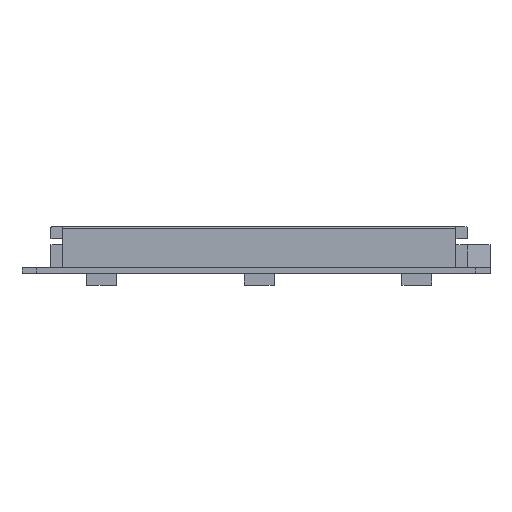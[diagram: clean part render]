
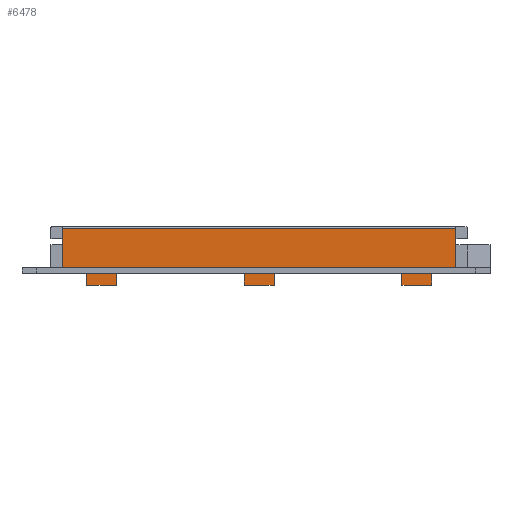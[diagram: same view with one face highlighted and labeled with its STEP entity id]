
A CAD part, top view. The second image highlights one B-rep face of the part: STEP entity #6478.
In plain terms, the highlighted planar face has unit normal (0, 0, 1).
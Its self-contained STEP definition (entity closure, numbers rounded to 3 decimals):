
#195 = VECTOR ( 'NONE', #3319, 1000. ) ;
#237 = ORIENTED_EDGE ( 'NONE', *, *, #9110, .T. ) ;
#320 = CARTESIAN_POINT ( 'NONE',  ( -23.85, -6.124, 12.9 ) ) ;
#459 = VERTEX_POINT ( 'NONE', #4105 ) ;
#460 = LINE ( 'NONE', #7368, #11710 ) ;
#513 = VECTOR ( 'NONE', #1194, 1000. ) ;
#544 = DIRECTION ( 'NONE',  ( -1., 0., 0. ) ) ;
#633 = CARTESIAN_POINT ( 'NONE',  ( 3.1, -6.124, 12.9 ) ) ;
#779 = LINE ( 'NONE', #13943, #6756 ) ;
#881 = ORIENTED_EDGE ( 'NONE', *, *, #14032, .T. ) ;
#912 = ORIENTED_EDGE ( 'NONE', *, *, #8164, .F. ) ;
#961 = DIRECTION ( 'NONE',  ( -1., 0., 0. ) ) ;
#1054 = VERTEX_POINT ( 'NONE', #6733 ) ;
#1152 = DIRECTION ( 'NONE',  ( -1., 0., 0. ) ) ;
#1194 = DIRECTION ( 'NONE',  ( 1., 0., 0. ) ) ;
#1211 = VERTEX_POINT ( 'NONE', #2073 ) ;
#1477 = ORIENTED_EDGE ( 'NONE', *, *, #11703, .T. ) ;
#1688 = CARTESIAN_POINT ( 'NONE',  ( 34.15, 0., 12.9 ) ) ;
#1796 = DIRECTION ( 'NONE',  ( 0., 1., 0. ) ) ;
#1847 = VECTOR ( 'NONE', #3032, 1000. ) ;
#1974 = CARTESIAN_POINT ( 'NONE',  ( 30.05, -6.124, 12.9 ) ) ;
#2073 = CARTESIAN_POINT ( 'NONE',  ( 24.95, 0., 12.9 ) ) ;
#2300 = VERTEX_POINT ( 'NONE', #10254 ) ;
#2576 = ORIENTED_EDGE ( 'NONE', *, *, #6539, .T. ) ;
#2656 = ORIENTED_EDGE ( 'NONE', *, *, #3127, .F. ) ;
#2748 = DIRECTION ( 'NONE',  ( 0., -1., 0. ) ) ;
#2947 = EDGE_CURVE ( 'NONE', #6288, #5370, #7967, .T. ) ;
#3032 = DIRECTION ( 'NONE',  ( 0., 1., 0. ) ) ;
#3127 = EDGE_CURVE ( 'NONE', #8674, #11100, #9846, .T. ) ;
#3319 = DIRECTION ( 'NONE',  ( -1., 0., 0. ) ) ;
#3351 = ORIENTED_EDGE ( 'NONE', *, *, #12718, .F. ) ;
#3540 = VERTEX_POINT ( 'NONE', #12841 ) ;
#3617 = CARTESIAN_POINT ( 'NONE',  ( 0., 0., 12.9 ) ) ;
#3633 = VERTEX_POINT ( 'NONE', #6291 ) ;
#3900 = DIRECTION ( 'NONE',  ( 1., 0., 0. ) ) ;
#4105 = CARTESIAN_POINT ( 'NONE',  ( 30.05, 0., 12.9 ) ) ;
#4158 = DIRECTION ( 'NONE',  ( 0., 1., 0. ) ) ;
#4240 = CARTESIAN_POINT ( 'NONE',  ( 24.95, -6.124, 12.9 ) ) ;
#4244 = VERTEX_POINT ( 'NONE', #13175 ) ;
#4361 = CARTESIAN_POINT ( 'NONE',  ( -2., -6.124, 12.9 ) ) ;
#4407 = VECTOR ( 'NONE', #10645, 1000. ) ;
#4443 = DIRECTION ( 'NONE',  ( 1., 0., 0. ) ) ;
#4482 = VECTOR ( 'NONE', #10237, 1000. ) ;
#4508 = LINE ( 'NONE', #1974, #4853 ) ;
#4545 = EDGE_CURVE ( 'NONE', #12878, #5370, #8102, .T. ) ;
#4813 = VERTEX_POINT ( 'NONE', #5332 ) ;
#4853 = VECTOR ( 'NONE', #4158, 1000. ) ;
#4971 = LINE ( 'NONE', #3617, #513 ) ;
#4984 = ORIENTED_EDGE ( 'NONE', *, *, #4545, .T. ) ;
#5019 = LINE ( 'NONE', #8893, #8926 ) ;
#5164 = VERTEX_POINT ( 'NONE', #6030 ) ;
#5298 = DIRECTION ( 'NONE',  ( 0., 0., -1. ) ) ;
#5332 = CARTESIAN_POINT ( 'NONE',  ( -33.05, 6.75, 12.9 ) ) ;
#5370 = VERTEX_POINT ( 'NONE', #7488 ) ;
#5763 = ORIENTED_EDGE ( 'NONE', *, *, #9027, .F. ) ;
#6030 = CARTESIAN_POINT ( 'NONE',  ( 34.15, 6.75, 12.9 ) ) ;
#6122 = ORIENTED_EDGE ( 'NONE', *, *, #13155, .T. ) ;
#6147 = LINE ( 'NONE', #10289, #4482 ) ;
#6163 = ORIENTED_EDGE ( 'NONE', *, *, #12498, .F. ) ;
#6288 = VERTEX_POINT ( 'NONE', #7643 ) ;
#6291 = CARTESIAN_POINT ( 'NONE',  ( 3.1, 0., 12.9 ) ) ;
#6478 = ADVANCED_FACE ( 'NONE', ( #7482 ), #13798, .F. ) ;
#6539 = EDGE_CURVE ( 'NONE', #5164, #4813, #10061, .T. ) ;
#6659 = EDGE_CURVE ( 'NONE', #4244, #11100, #4971, .T. ) ;
#6663 = VECTOR ( 'NONE', #2748, 1000. ) ;
#6704 = VECTOR ( 'NONE', #1796, 1000. ) ;
#6733 = CARTESIAN_POINT ( 'NONE',  ( 24.95, -3., 12.9 ) ) ;
#6756 = VECTOR ( 'NONE', #9633, 1000. ) ;
#6906 = VERTEX_POINT ( 'NONE', #1688 ) ;
#7368 = CARTESIAN_POINT ( 'NONE',  ( 24.95, -3., 12.9 ) ) ;
#7392 = VECTOR ( 'NONE', #3900, 1000. ) ;
#7446 = LINE ( 'NONE', #13761, #12926 ) ;
#7482 = FACE_OUTER_BOUND ( 'NONE', #13235, .T. ) ;
#7488 = CARTESIAN_POINT ( 'NONE',  ( -28.95, 0., 12.9 ) ) ;
#7643 = CARTESIAN_POINT ( 'NONE',  ( -28.95, -3., 12.9 ) ) ;
#7778 = AXIS2_PLACEMENT_3D ( 'NONE', #8400, #5298, #1152 ) ;
#7891 = DIRECTION ( 'NONE',  ( 0., 1., 0. ) ) ;
#7967 = LINE ( 'NONE', #12496, #1847 ) ;
#8055 = CARTESIAN_POINT ( 'NONE',  ( 0., 0., 12.9 ) ) ;
#8102 = LINE ( 'NONE', #8055, #7392 ) ;
#8164 = EDGE_CURVE ( 'NONE', #3540, #1054, #460, .T. ) ;
#8167 = ORIENTED_EDGE ( 'NONE', *, *, #10761, .F. ) ;
#8352 = DIRECTION ( 'NONE',  ( -1., 0., 0. ) ) ;
#8400 = CARTESIAN_POINT ( 'NONE',  ( 0., 7., 12.9 ) ) ;
#8503 = VERTEX_POINT ( 'NONE', #12349 ) ;
#8674 = VERTEX_POINT ( 'NONE', #9296 ) ;
#8732 = CARTESIAN_POINT ( 'NONE',  ( -28.95, -3., 12.9 ) ) ;
#8832 = VECTOR ( 'NONE', #10804, 1000. ) ;
#8893 = CARTESIAN_POINT ( 'NONE',  ( 0., 0., 12.9 ) ) ;
#8918 = ORIENTED_EDGE ( 'NONE', *, *, #2947, .F. ) ;
#8926 = VECTOR ( 'NONE', #4443, 1000. ) ;
#9027 = EDGE_CURVE ( 'NONE', #1054, #1211, #13425, .T. ) ;
#9110 = EDGE_CURVE ( 'NONE', #4813, #12878, #779, .T. ) ;
#9296 = CARTESIAN_POINT ( 'NONE',  ( -2., -3., 12.9 ) ) ;
#9345 = ORIENTED_EDGE ( 'NONE', *, *, #6659, .T. ) ;
#9598 = LINE ( 'NONE', #633, #6704 ) ;
#9633 = DIRECTION ( 'NONE',  ( 0., -1., 0. ) ) ;
#9727 = CARTESIAN_POINT ( 'NONE',  ( -33.05, 6.75, 12.9 ) ) ;
#9846 = LINE ( 'NONE', #4361, #8832 ) ;
#10061 = LINE ( 'NONE', #9727, #13821 ) ;
#10237 = DIRECTION ( 'NONE',  ( 1., 0., 0. ) ) ;
#10254 = CARTESIAN_POINT ( 'NONE',  ( 3.1, -3., 12.9 ) ) ;
#10289 = CARTESIAN_POINT ( 'NONE',  ( 0., 0., 12.9 ) ) ;
#10645 = DIRECTION ( 'NONE',  ( 0., 1., 0. ) ) ;
#10746 = VECTOR ( 'NONE', #7891, 1000. ) ;
#10761 = EDGE_CURVE ( 'NONE', #2300, #8674, #7446, .T. ) ;
#10804 = DIRECTION ( 'NONE',  ( 0., 1., 0. ) ) ;
#11100 = VERTEX_POINT ( 'NONE', #11147 ) ;
#11147 = CARTESIAN_POINT ( 'NONE',  ( -2., 0., 12.9 ) ) ;
#11408 = ORIENTED_EDGE ( 'NONE', *, *, #11959, .T. ) ;
#11703 = EDGE_CURVE ( 'NONE', #2300, #3633, #9598, .T. ) ;
#11710 = VECTOR ( 'NONE', #8352, 1000. ) ;
#11959 = EDGE_CURVE ( 'NONE', #459, #6906, #5019, .T. ) ;
#12308 = LINE ( 'NONE', #12439, #6663 ) ;
#12349 = CARTESIAN_POINT ( 'NONE',  ( -23.85, -3., 12.9 ) ) ;
#12439 = CARTESIAN_POINT ( 'NONE',  ( 34.15, 7., 12.9 ) ) ;
#12480 = LINE ( 'NONE', #8732, #195 ) ;
#12496 = CARTESIAN_POINT ( 'NONE',  ( -28.95, -6.124, 12.9 ) ) ;
#12498 = EDGE_CURVE ( 'NONE', #8503, #6288, #12480, .T. ) ;
#12708 = EDGE_CURVE ( 'NONE', #3633, #1211, #6147, .T. ) ;
#12718 = EDGE_CURVE ( 'NONE', #5164, #6906, #12308, .T. ) ;
#12768 = CARTESIAN_POINT ( 'NONE',  ( -33.05, 0., 12.9 ) ) ;
#12791 = LINE ( 'NONE', #320, #10746 ) ;
#12841 = CARTESIAN_POINT ( 'NONE',  ( 30.05, -3., 12.9 ) ) ;
#12853 = ORIENTED_EDGE ( 'NONE', *, *, #12708, .T. ) ;
#12878 = VERTEX_POINT ( 'NONE', #12768 ) ;
#12926 = VECTOR ( 'NONE', #544, 1000. ) ;
#13155 = EDGE_CURVE ( 'NONE', #8503, #4244, #12791, .T. ) ;
#13175 = CARTESIAN_POINT ( 'NONE',  ( -23.85, 0., 12.9 ) ) ;
#13235 = EDGE_LOOP ( 'NONE', ( #3351, #2576, #237, #4984, #8918, #6163, #6122, #9345, #2656, #8167, #1477, #12853, #5763, #912, #881, #11408 ) ) ;
#13425 = LINE ( 'NONE', #4240, #4407 ) ;
#13761 = CARTESIAN_POINT ( 'NONE',  ( -2., -3., 12.9 ) ) ;
#13798 = PLANE ( 'NONE',  #7778 ) ;
#13821 = VECTOR ( 'NONE', #961, 1000. ) ;
#13943 = CARTESIAN_POINT ( 'NONE',  ( -33.05, 7., 12.9 ) ) ;
#14032 = EDGE_CURVE ( 'NONE', #3540, #459, #4508, .T. ) ;
